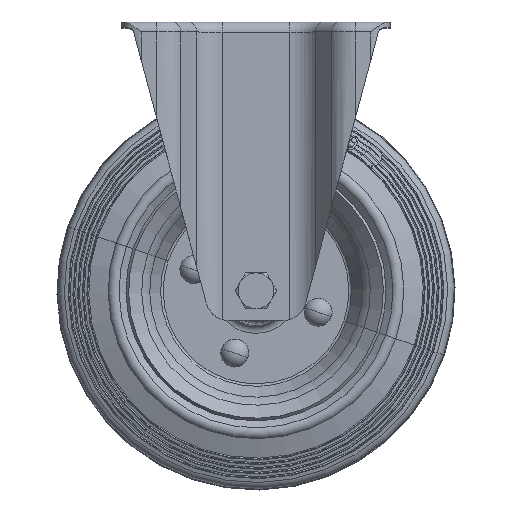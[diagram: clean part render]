
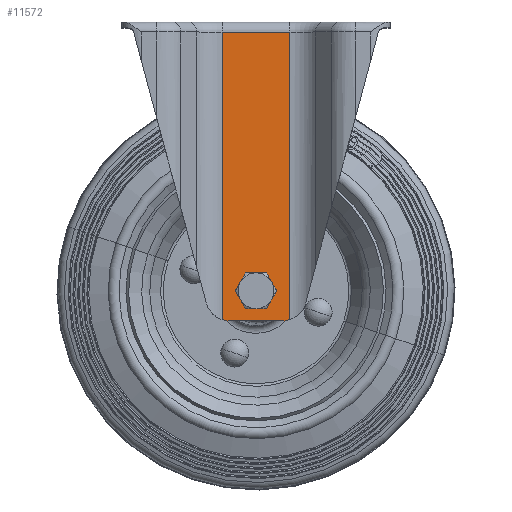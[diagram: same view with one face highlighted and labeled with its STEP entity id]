
A CAD part, top view. The second image highlights one B-rep face of the part: STEP entity #11572.
In plain terms, the highlighted planar face has unit normal (0, 0, 1).
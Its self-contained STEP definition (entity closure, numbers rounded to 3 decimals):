
#15 = CARTESIAN_POINT ( 'NONE',  ( 0., -135., 34. ) ) ;
#319 = EDGE_CURVE ( 'NONE', #2103, #9213, #22919, .T. ) ;
#861 = AXIS2_PLACEMENT_3D ( 'NONE', #11863, #23534, #9899 ) ;
#1051 = CIRCLE ( 'NONE', #861, 6.25 ) ;
#2086 = ORIENTED_EDGE ( 'NONE', *, *, #319, .T. ) ;
#2103 = VERTEX_POINT ( 'NONE', #17395 ) ;
#2647 = CARTESIAN_POINT ( 'NONE',  ( 17.023, 0., 34. ) ) ;
#2769 = VECTOR ( 'NONE', #6410, 1000. ) ;
#2816 = EDGE_CURVE ( 'NONE', #19775, #2103, #10625, .T. ) ;
#2817 = CARTESIAN_POINT ( 'NONE',  ( 25., -150., 34. ) ) ;
#3002 = DIRECTION ( 'NONE',  ( 0., 0., 1. ) ) ;
#4445 = CARTESIAN_POINT ( 'NONE',  ( 25., -5., 34. ) ) ;
#4867 = EDGE_CURVE ( 'NONE', #8583, #19648, #7090, .T. ) ;
#4949 = CIRCLE ( 'NONE', #13470, 12. ) ;
#6337 = DIRECTION ( 'NONE',  ( 0., 0., 1. ) ) ;
#6366 = EDGE_CURVE ( 'NONE', #13706, #18343, #18517, .T. ) ;
#6410 = DIRECTION ( 'NONE',  ( -1., 0., 0. ) ) ;
#7090 = CIRCLE ( 'NONE', #20163, 6.25 ) ;
#7189 = EDGE_CURVE ( 'NONE', #19648, #8583, #1051, .T. ) ;
#7835 = CARTESIAN_POINT ( 'NONE',  ( 17.023, -149.443, 34. ) ) ;
#8305 = CARTESIAN_POINT ( 'NONE',  ( -17.023, -5., 34. ) ) ;
#8419 = ORIENTED_EDGE ( 'NONE', *, *, #4867, .F. ) ;
#8452 = ORIENTED_EDGE ( 'NONE', *, *, #2816, .T. ) ;
#8583 = VERTEX_POINT ( 'NONE', #22526 ) ;
#8649 = AXIS2_PLACEMENT_3D ( 'NONE', #17603, #15437, #23331 ) ;
#9213 = VERTEX_POINT ( 'NONE', #20567 ) ;
#9266 = PLANE ( 'NONE',  #10205 ) ;
#9899 = DIRECTION ( 'NONE',  ( 1., 0., 0. ) ) ;
#10116 = FACE_OUTER_BOUND ( 'NONE', #21377, .T. ) ;
#10205 = AXIS2_PLACEMENT_3D ( 'NONE', #22646, #12104, #16825 ) ;
#10625 = CIRCLE ( 'NONE', #8649, 12. ) ;
#10738 = FACE_BOUND ( 'NONE', #15634, .T. ) ;
#10860 = ORIENTED_EDGE ( 'NONE', *, *, #17729, .T. ) ;
#10927 = VERTEX_POINT ( 'NONE', #8305 ) ;
#11397 = ORIENTED_EDGE ( 'NONE', *, *, #6366, .T. ) ;
#11572 = ADVANCED_FACE ( 'NONE', ( #10738, #10116 ), #9266, .T. ) ;
#11863 = CARTESIAN_POINT ( 'NONE',  ( 0., -135., 34. ) ) ;
#12104 = DIRECTION ( 'NONE',  ( 0., 0., 1. ) ) ;
#12983 = CARTESIAN_POINT ( 'NONE',  ( 6.25, -135., 34. ) ) ;
#13327 = VECTOR ( 'NONE', #22182, 1000. ) ;
#13470 = AXIS2_PLACEMENT_3D ( 'NONE', #18067, #6337, #19999 ) ;
#13653 = ORIENTED_EDGE ( 'NONE', *, *, #7189, .F. ) ;
#13706 = VERTEX_POINT ( 'NONE', #7835 ) ;
#15437 = DIRECTION ( 'NONE',  ( 0., 0., 1. ) ) ;
#15634 = EDGE_LOOP ( 'NONE', ( #8419, #13653 ) ) ;
#16744 = EDGE_CURVE ( 'NONE', #18343, #10927, #23533, .T. ) ;
#16825 = DIRECTION ( 'NONE',  ( 1., 0., 0. ) ) ;
#17395 = CARTESIAN_POINT ( 'NONE',  ( -13.409, -150., 34. ) ) ;
#17603 = CARTESIAN_POINT ( 'NONE',  ( -13.409, -138., 34. ) ) ;
#17729 = EDGE_CURVE ( 'NONE', #10927, #19775, #23828, .T. ) ;
#17789 = VECTOR ( 'NONE', #22832, 1000. ) ;
#18067 = CARTESIAN_POINT ( 'NONE',  ( 13.409, -138., 34. ) ) ;
#18343 = VERTEX_POINT ( 'NONE', #23861 ) ;
#18517 = LINE ( 'NONE', #2647, #13327 ) ;
#18669 = VECTOR ( 'NONE', #22020, 1000. ) ;
#19100 = CARTESIAN_POINT ( 'NONE',  ( -17.023, -149.443, 34. ) ) ;
#19648 = VERTEX_POINT ( 'NONE', #12983 ) ;
#19775 = VERTEX_POINT ( 'NONE', #19100 ) ;
#19999 = DIRECTION ( 'NONE',  ( 1., 0., 0. ) ) ;
#20060 = CARTESIAN_POINT ( 'NONE',  ( -17.023, -150., 34. ) ) ;
#20163 = AXIS2_PLACEMENT_3D ( 'NONE', #15, #3002, #20580 ) ;
#20413 = ORIENTED_EDGE ( 'NONE', *, *, #24825, .T. ) ;
#20567 = CARTESIAN_POINT ( 'NONE',  ( 13.409, -150., 34. ) ) ;
#20580 = DIRECTION ( 'NONE',  ( 1., 0., 0. ) ) ;
#20911 = ORIENTED_EDGE ( 'NONE', *, *, #16744, .T. ) ;
#21377 = EDGE_LOOP ( 'NONE', ( #2086, #20413, #11397, #20911, #10860, #8452 ) ) ;
#22020 = DIRECTION ( 'NONE',  ( 0., -1., 0. ) ) ;
#22182 = DIRECTION ( 'NONE',  ( 0., 1., 0. ) ) ;
#22526 = CARTESIAN_POINT ( 'NONE',  ( -6.25, -135., 34. ) ) ;
#22646 = CARTESIAN_POINT ( 'NONE',  ( 25., -150., 34. ) ) ;
#22832 = DIRECTION ( 'NONE',  ( 1., 0., 0. ) ) ;
#22919 = LINE ( 'NONE', #2817, #17789 ) ;
#23331 = DIRECTION ( 'NONE',  ( 1., 0., 0. ) ) ;
#23533 = LINE ( 'NONE', #4445, #2769 ) ;
#23534 = DIRECTION ( 'NONE',  ( 0., 0., 1. ) ) ;
#23828 = LINE ( 'NONE', #20060, #18669 ) ;
#23861 = CARTESIAN_POINT ( 'NONE',  ( 17.023, -5., 34. ) ) ;
#24825 = EDGE_CURVE ( 'NONE', #9213, #13706, #4949, .T. ) ;
